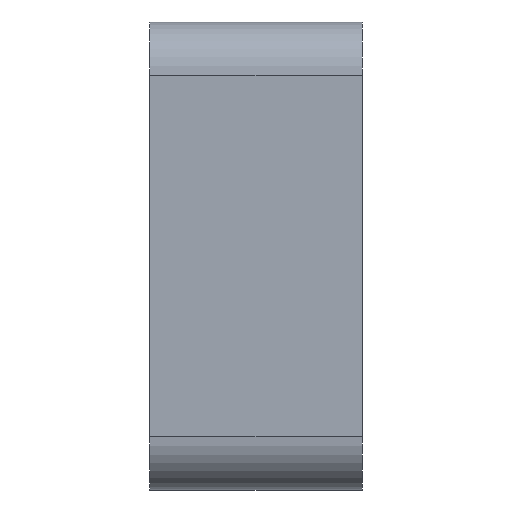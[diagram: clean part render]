
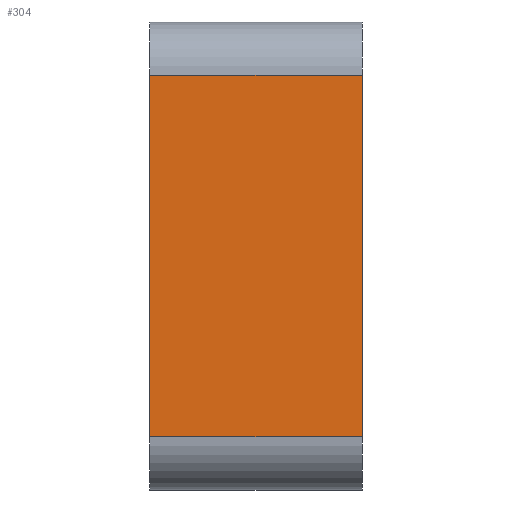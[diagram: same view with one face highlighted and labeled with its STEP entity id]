
A CAD part, left-side view. The second image highlights one B-rep face of the part: STEP entity #304.
In plain terms, the highlighted planar face has unit normal (-1, 0, 0).
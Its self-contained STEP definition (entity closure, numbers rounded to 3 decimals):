
#53 = AXIS2_PLACEMENT_3D ( 'NONE', #827, #944, #616 ) ;
#54 = CARTESIAN_POINT ( 'NONE',  ( -21.5, 15., 12.75 ) ) ;
#59 = CARTESIAN_POINT ( 'NONE',  ( -21.5, 15., 12.75 ) ) ;
#95 = CARTESIAN_POINT ( 'NONE',  ( -21.5, 0., 12.75 ) ) ;
#105 = CARTESIAN_POINT ( 'NONE',  ( -21.5, 0., -12.75 ) ) ;
#158 = PLANE ( 'NONE',  #53 ) ;
#192 = VECTOR ( 'NONE', #717, 1000. ) ;
#215 = VECTOR ( 'NONE', #851, 1000. ) ;
#227 = EDGE_CURVE ( 'NONE', #665, #470, #1216, .T. ) ;
#236 = CARTESIAN_POINT ( 'NONE',  ( -21.5, 0., 12.75 ) ) ;
#304 = ADVANCED_FACE ( 'NONE', ( #524 ), #158, .F. ) ;
#325 = VECTOR ( 'NONE', #1264, 1000. ) ;
#441 = EDGE_CURVE ( 'NONE', #470, #865, #756, .T. ) ;
#470 = VERTEX_POINT ( 'NONE', #59 ) ;
#483 = CARTESIAN_POINT ( 'NONE',  ( -21.5, 15., 12.75 ) ) ;
#524 = FACE_OUTER_BOUND ( 'NONE', #531, .T. ) ;
#531 = EDGE_LOOP ( 'NONE', ( #692, #842, #1325, #1141 ) ) ;
#607 = VECTOR ( 'NONE', #1035, 1000. ) ;
#616 = DIRECTION ( 'NONE',  ( 0., 0., -1. ) ) ;
#619 = CARTESIAN_POINT ( 'NONE',  ( -21.5, 15., -12.75 ) ) ;
#665 = VERTEX_POINT ( 'NONE', #1178 ) ;
#692 = ORIENTED_EDGE ( 'NONE', *, *, #994, .T. ) ;
#717 = DIRECTION ( 'NONE',  ( 0., -1., 0. ) ) ;
#756 = LINE ( 'NONE', #54, #215 ) ;
#827 = CARTESIAN_POINT ( 'NONE',  ( -21.5, 15., 12.75 ) ) ;
#842 = ORIENTED_EDGE ( 'NONE', *, *, #441, .F. ) ;
#851 = DIRECTION ( 'NONE',  ( 0., -1., 0. ) ) ;
#865 = VERTEX_POINT ( 'NONE', #95 ) ;
#922 = VERTEX_POINT ( 'NONE', #105 ) ;
#944 = DIRECTION ( 'NONE',  ( 1., 0., 0. ) ) ;
#965 = LINE ( 'NONE', #236, #607 ) ;
#994 = EDGE_CURVE ( 'NONE', #922, #865, #965, .T. ) ;
#1035 = DIRECTION ( 'NONE',  ( 0., 0., 1. ) ) ;
#1083 = LINE ( 'NONE', #619, #192 ) ;
#1141 = ORIENTED_EDGE ( 'NONE', *, *, #1263, .T. ) ;
#1178 = CARTESIAN_POINT ( 'NONE',  ( -21.5, 15., -12.75 ) ) ;
#1216 = LINE ( 'NONE', #483, #325 ) ;
#1263 = EDGE_CURVE ( 'NONE', #665, #922, #1083, .T. ) ;
#1264 = DIRECTION ( 'NONE',  ( 0., 0., 1. ) ) ;
#1325 = ORIENTED_EDGE ( 'NONE', *, *, #227, .F. ) ;
